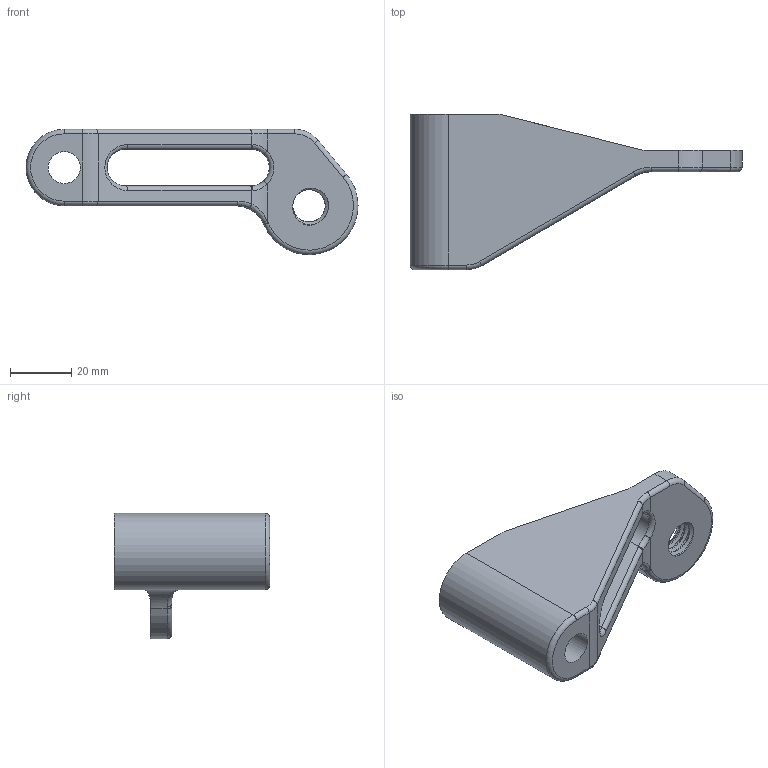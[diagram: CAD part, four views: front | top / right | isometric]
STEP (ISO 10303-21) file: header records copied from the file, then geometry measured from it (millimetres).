
FILE_DESCRIPTION(/* description */ (''),/* implementation_level */ '2;1');
FILE_NAME(/* name */ 'Guide_38_Flex.step',/* time_stamp */ '2019-04-16T13:13:44+02:00',/* author */ (''),/* organization */ (''),/* preprocessor_version */ 'ST-DEVELOPER v18',/* originating_system */ 'Autodesk Translation Framework v8.2.0.1029',/* authorisation */ '');
FILE_SCHEMA (('AUTOMOTIVE_DESIGN { 1 0 10303 214 3 1 1 }'));
Length unit declared in the file: millimetre
Products named in the file (1): Guide_38_Flex
Bounding box: 108.5 x 50.8 x 40.99 mm (x, y, z)
Volume: 50782 mm3; surface area: 16159 mm2
Topology: 1 solids, 1 shells, 62 faces, 159 edges, 97 vertices
Faces by surface type: cylinder 33, plane 12, bspline 9, torus 8
Full cylindrical faces by diameter (mm): 10.5 x1, 10.571 x3, 12.7 x5
Entity records: 3243 total; most frequent: CARTESIAN_POINT 1741, ORIENTED_EDGE 318, DIRECTION 293, EDGE_CURVE 159, AXIS2_PLACEMENT_3D 117, VERTEX_POINT 97, EDGE_LOOP 66, FACE_OUTER_BOUND 62
